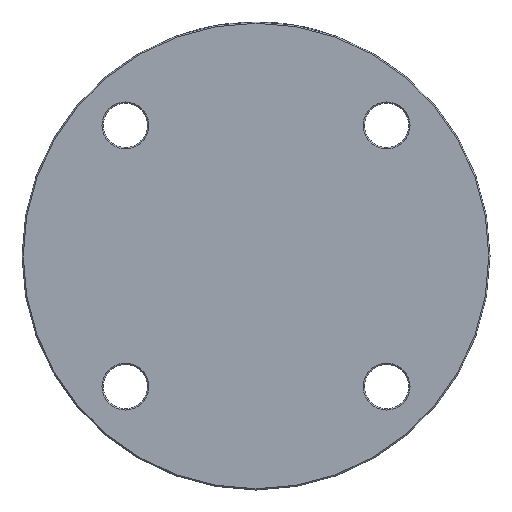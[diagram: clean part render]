
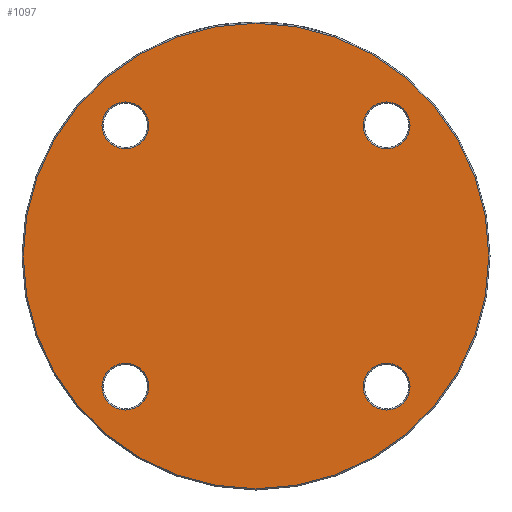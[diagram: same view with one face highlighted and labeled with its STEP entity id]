
A CAD part, left-side view. The second image highlights one B-rep face of the part: STEP entity #1097.
In plain terms, the highlighted planar face has unit normal (-1, 0, 0).
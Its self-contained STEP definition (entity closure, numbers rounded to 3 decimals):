
#15 = CARTESIAN_POINT ( 'NONE',  ( 0., 0., 0. ) ) ;
#83 = AXIS2_PLACEMENT_3D ( 'NONE', #15, #3529, #5425 ) ;
#123 = EDGE_CURVE ( 'NONE', #3396, #3396, #979, .T. ) ;
#129 = ORIENTED_EDGE ( 'NONE', *, *, #5378, .T. ) ;
#216 = AXIS2_PLACEMENT_3D ( 'NONE', #3449, #3033, #1700 ) ;
#230 = CARTESIAN_POINT ( 'NONE',  ( 0., 0., -94.5 ) ) ;
#284 = FACE_OUTER_BOUND ( 'NONE', #5534, .T. ) ;
#421 = AXIS2_PLACEMENT_3D ( 'NONE', #4268, #2377, #2848 ) ;
#603 = ORIENTED_EDGE ( 'NONE', *, *, #1948, .T. ) ;
#676 = CARTESIAN_POINT ( 'NONE',  ( 0., -53.033, 43.533 ) ) ;
#729 = FACE_BOUND ( 'NONE', #4227, .T. ) ;
#749 = CIRCLE ( 'NONE', #5277, 9.5 ) ;
#979 = CIRCLE ( 'NONE', #421, 9.5 ) ;
#1049 = DIRECTION ( 'NONE',  ( 0., 0., -1. ) ) ;
#1097 = ADVANCED_FACE ( 'NONE', ( #5700, #729, #2523, #284, #2106 ), #2079, .F. ) ;
#1227 = CARTESIAN_POINT ( 'NONE',  ( 0., 53.033, -53.033 ) ) ;
#1464 = CARTESIAN_POINT ( 'NONE',  ( 0., -53.033, -53.033 ) ) ;
#1545 = CARTESIAN_POINT ( 'NONE',  ( 0., -53.033, 53.033 ) ) ;
#1622 = CARTESIAN_POINT ( 'NONE',  ( 0., -53.033, -62.533 ) ) ;
#1700 = DIRECTION ( 'NONE',  ( 0., 0., -1. ) ) ;
#1901 = ORIENTED_EDGE ( 'NONE', *, *, #5448, .T. ) ;
#1948 = EDGE_CURVE ( 'NONE', #4216, #4216, #2617, .T. ) ;
#2079 = PLANE ( 'NONE',  #216 ) ;
#2106 = FACE_BOUND ( 'NONE', #5621, .T. ) ;
#2311 = EDGE_LOOP ( 'NONE', ( #5209 ) ) ;
#2377 = DIRECTION ( 'NONE',  ( 1., 0., 0. ) ) ;
#2431 = DIRECTION ( 'NONE',  ( 1., 0., 0. ) ) ;
#2523 = FACE_BOUND ( 'NONE', #2311, .T. ) ;
#2530 = VERTEX_POINT ( 'NONE', #1622 ) ;
#2543 = DIRECTION ( 'NONE',  ( 0., 0., -1. ) ) ;
#2617 = CIRCLE ( 'NONE', #83, 94.5 ) ;
#2621 = AXIS2_PLACEMENT_3D ( 'NONE', #1227, #5275, #2543 ) ;
#2722 = CIRCLE ( 'NONE', #3573, 9.5 ) ;
#2848 = DIRECTION ( 'NONE',  ( 0., 0., -1. ) ) ;
#3033 = DIRECTION ( 'NONE',  ( 1., 0., 0. ) ) ;
#3396 = VERTEX_POINT ( 'NONE', #4343 ) ;
#3441 = DIRECTION ( 'NONE',  ( 0., 0., -1. ) ) ;
#3449 = CARTESIAN_POINT ( 'NONE',  ( 0., 0., 0. ) ) ;
#3529 = DIRECTION ( 'NONE',  ( -1., 0., 0. ) ) ;
#3573 = AXIS2_PLACEMENT_3D ( 'NONE', #1545, #5161, #3441 ) ;
#3804 = VERTEX_POINT ( 'NONE', #5642 ) ;
#4001 = EDGE_LOOP ( 'NONE', ( #5536 ) ) ;
#4216 = VERTEX_POINT ( 'NONE', #230 ) ;
#4227 = EDGE_LOOP ( 'NONE', ( #129 ) ) ;
#4268 = CARTESIAN_POINT ( 'NONE',  ( 0., 53.033, 53.033 ) ) ;
#4343 = CARTESIAN_POINT ( 'NONE',  ( 0., 53.033, 43.533 ) ) ;
#4430 = CIRCLE ( 'NONE', #2621, 9.5 ) ;
#4726 = VERTEX_POINT ( 'NONE', #676 ) ;
#5161 = DIRECTION ( 'NONE',  ( 1., 0., 0. ) ) ;
#5209 = ORIENTED_EDGE ( 'NONE', *, *, #123, .T. ) ;
#5275 = DIRECTION ( 'NONE',  ( 1., 0., 0. ) ) ;
#5277 = AXIS2_PLACEMENT_3D ( 'NONE', #1464, #2431, #1049 ) ;
#5360 = EDGE_CURVE ( 'NONE', #2530, #2530, #749, .T. ) ;
#5378 = EDGE_CURVE ( 'NONE', #4726, #4726, #2722, .T. ) ;
#5425 = DIRECTION ( 'NONE',  ( 0., 0., -1. ) ) ;
#5448 = EDGE_CURVE ( 'NONE', #3804, #3804, #4430, .T. ) ;
#5534 = EDGE_LOOP ( 'NONE', ( #603 ) ) ;
#5536 = ORIENTED_EDGE ( 'NONE', *, *, #5360, .T. ) ;
#5621 = EDGE_LOOP ( 'NONE', ( #1901 ) ) ;
#5642 = CARTESIAN_POINT ( 'NONE',  ( 0., 53.033, -62.533 ) ) ;
#5700 = FACE_BOUND ( 'NONE', #4001, .T. ) ;
